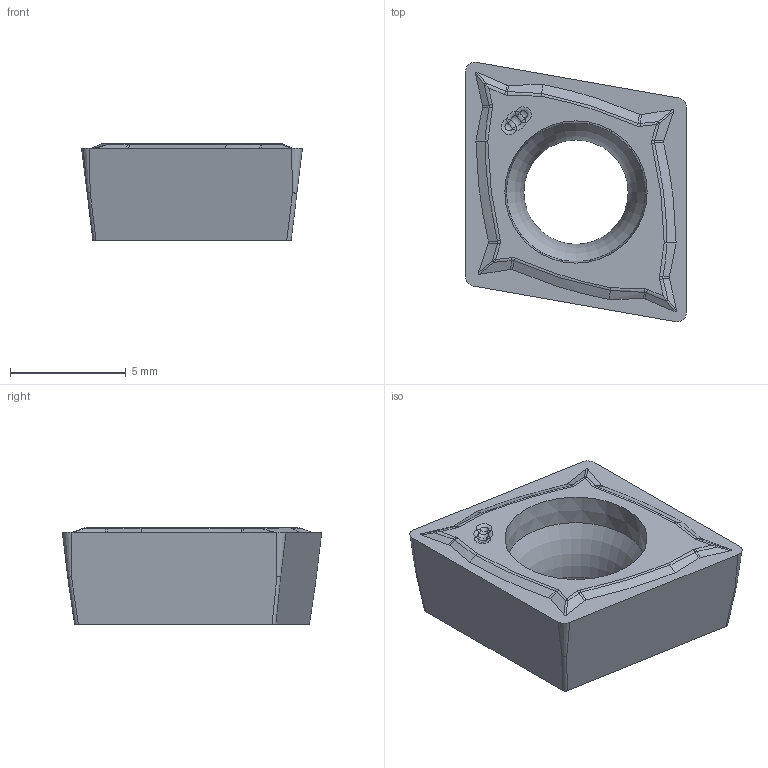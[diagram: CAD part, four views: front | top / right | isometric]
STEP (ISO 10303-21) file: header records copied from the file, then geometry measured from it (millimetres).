
FILE_DESCRIPTION(/* description */ (''),/* implementation_level */ '2;1');
FILE_NAME(/* name */ 'CCMT09T304E_FM_201943183ndi000_00_SIM.stp',/* time_stamp */ '2022-01-17T09:37:37+01:00',/* author */ (''),/* organization */ (''),/* preprocessor_version */ 'ST-DEVELOPER v16.7',/* originating_system */ 'SIEMENS PLM Software NX 12.0',/* authorisation */ '');
FILE_SCHEMA (('AUTOMOTIVE_DESIGN { 1 0 10303 214 3 1 1 1 }'));
Length unit declared in the file: millimetre
Products named in the file (1): wq7019DC59D1u991
Bounding box: 9.53 x 11.2 x 4.17 mm (x, y, z)
Volume: 249.7 mm3; surface area: 339 mm2
Topology: 1 solids, 1 shells, 87 faces, 214 edges, 131 vertices
Faces by surface type: bspline 50, plane 11, cylinder 11, torus 7, cone 5, sphere 3
Full cylindrical faces by diameter (mm): 4.5 x1
Entity records: 4064 total; most frequent: CARTESIAN_POINT 2376, ORIENTED_EDGE 416, DIRECTION 232, EDGE_CURVE 208, VERTEX_POINT 128, B_SPLINE_CURVE_WITH_KNOTS 110, AXIS2_PLACEMENT_3D 96, EDGE_LOOP 94
